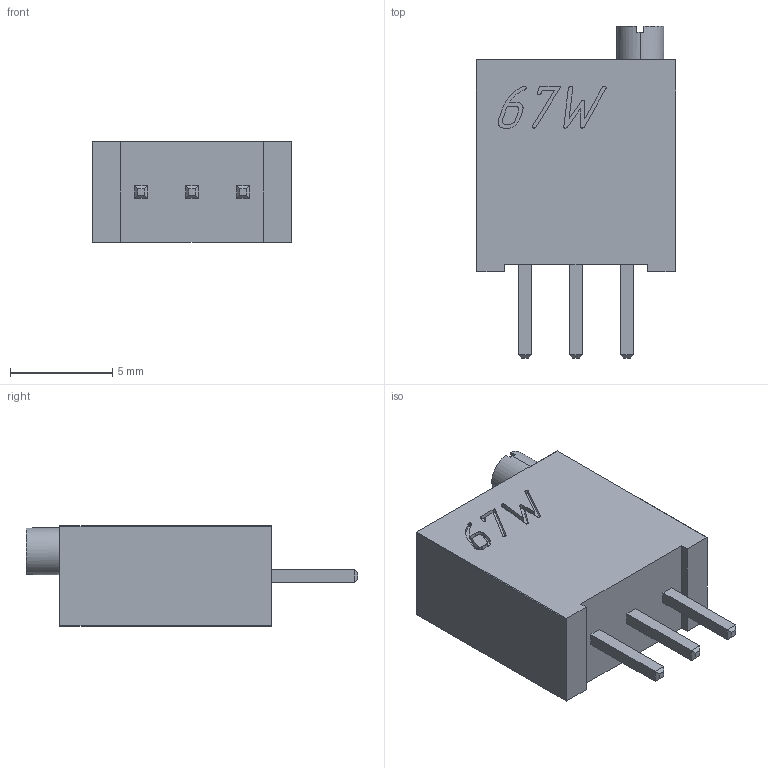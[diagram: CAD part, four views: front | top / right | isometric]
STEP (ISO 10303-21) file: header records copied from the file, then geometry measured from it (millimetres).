
FILE_DESCRIPTION (( 'STEP AP214' ), '1' );
FILE_NAME ('67W.step', '2019-05-31T12:10:34', ( '' ), ( '' ), 'SwSTEP 2.0', 'SolidWorks 2018', '' );
FILE_SCHEMA (( 'AUTOMOTIVE_DESIGN' ));
Length unit declared in the file: millimetre
Products named in the file (1): 67W
Bounding box: 9.8 x 16.27 x 4.95 mm (x, y, z)
Volume: 502.7 mm3; surface area: 467.3 mm2
Topology: 1 solids, 1 shells, 134 faces, 346 edges, 222 vertices
Faces by surface type: plane 90, bspline 36, cylinder 6, cone 2
Entity records: 5670 total; most frequent: CARTESIAN_POINT 1889, ORIENTED_EDGE 692, DIRECTION 488, EDGE_CURVE 346, LINE 254, VECTOR 254, VERTEX_POINT 222, EDGE_LOOP 142
